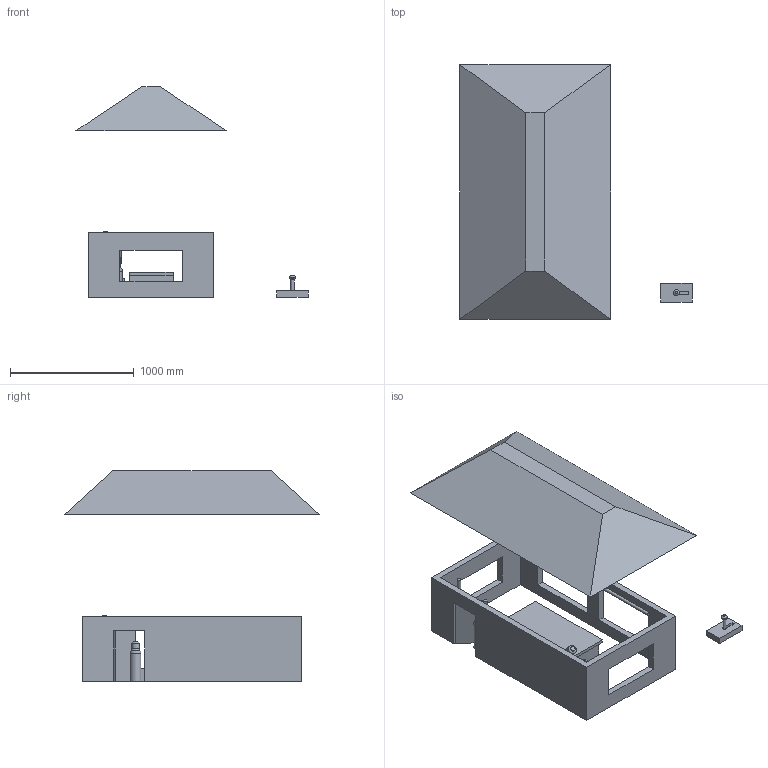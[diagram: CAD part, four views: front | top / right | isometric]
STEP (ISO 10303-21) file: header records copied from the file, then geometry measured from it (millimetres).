
FILE_DESCRIPTION(('HOOPS Exchange Step'),'2;1');
FILE_NAME('temp_export','2023-03-25T11:53:08-04:00',('st-home'),('Shapr3D Limited'),'HOOPS Exchange 2022.2','Shapr3D','Authorized');
FILE_SCHEMA( ('AUTOMOTIVE_DESIGN { 1 0 10303 214 1 1 1 1 }') );
Length unit declared in the file: millimetre
Products named in the file (1): root
Bounding box: 1879.6 x 2062.48 x 1701.8 mm (x, y, z)
Volume: 273089447.5 mm3; surface area: 13102481.8 mm2
Topology: 15 solids, 15 shells, 129 faces, 291 edges, 195 vertices
Faces by surface type: plane 108, torus 11, cylinder 10
Full cylindrical faces by diameter (mm): 25.4 x2, 32.129 x1, 35.921 x1, 63.5 x1, 71.842 x1, 88.9 x1, 127 x1, 143.684 x1
Entity records: 3613 total; most frequent: CARTESIAN_POINT 616, DIRECTION 609, ORIENTED_EDGE 582, EDGE_CURVE 291, VECTOR 233, LINE 233, VERTEX_POINT 195, AXIS2_PLACEMENT_3D 188
